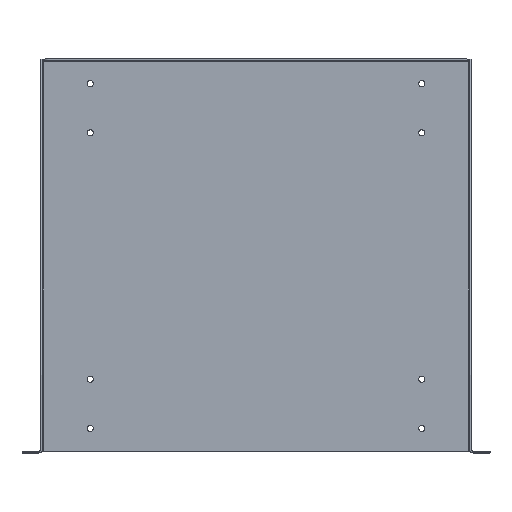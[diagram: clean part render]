
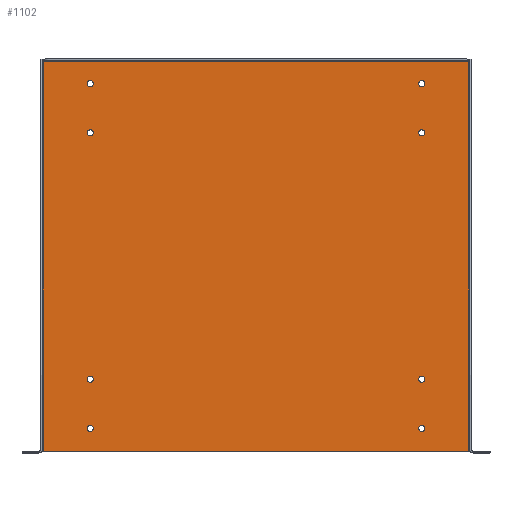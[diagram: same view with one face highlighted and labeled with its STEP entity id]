
A CAD part, top view. The second image highlights one B-rep face of the part: STEP entity #1102.
In plain terms, the highlighted planar face has unit normal (0, 0, 1).
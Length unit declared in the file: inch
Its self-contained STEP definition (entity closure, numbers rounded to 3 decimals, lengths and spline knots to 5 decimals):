
#14 = EDGE_CURVE ( 'NONE', #3106, #3106, #588, .T. ) ;
#48 = FACE_BOUND ( 'NONE', #2730, .T. ) ;
#53 = DIRECTION ( 'NONE',  ( 1., 0., 0. ) ) ;
#55 = CARTESIAN_POINT ( 'NONE',  ( -6.734, -7.036, 0.072 ) ) ;
#123 = VECTOR ( 'NONE', #303, 39.37008 ) ;
#124 = AXIS2_PLACEMENT_3D ( 'NONE', #2741, #1845, #1349 ) ;
#130 = EDGE_LOOP ( 'NONE', ( #1831 ) ) ;
#184 = DIRECTION ( 'NONE',  ( 0., 0., 1. ) ) ;
#193 = EDGE_LOOP ( 'NONE', ( #2400 ) ) ;
#214 = CIRCLE ( 'NONE', #1446, 0.125 ) ;
#229 = EDGE_CURVE ( 'NONE', #2260, #867, #2921, .T. ) ;
#236 = EDGE_LOOP ( 'NONE', ( #737 ) ) ;
#241 = CARTESIAN_POINT ( 'NONE',  ( 6.859, 4.964, 0.072 ) ) ;
#282 = CARTESIAN_POINT ( 'NONE',  ( 6.734, -5.036, 0.072 ) ) ;
#303 = DIRECTION ( 'NONE',  ( 1., 0., 0. ) ) ;
#401 = EDGE_CURVE ( 'NONE', #1401, #1401, #2223, .T. ) ;
#407 = EDGE_LOOP ( 'NONE', ( #499, #1717, #2039, #2343, #1748, #606 ) ) ;
#410 = EDGE_LOOP ( 'NONE', ( #2215 ) ) ;
#460 = VERTEX_POINT ( 'NONE', #2662 ) ;
#477 = AXIS2_PLACEMENT_3D ( 'NONE', #55, #1540, #580 ) ;
#487 = CARTESIAN_POINT ( 'NONE',  ( -6.609, 4.964, 0.072 ) ) ;
#499 = ORIENTED_EDGE ( 'NONE', *, *, #229, .T. ) ;
#538 = PLANE ( 'NONE',  #3139 ) ;
#558 = FACE_BOUND ( 'NONE', #236, .T. ) ;
#572 = VERTEX_POINT ( 'NONE', #2166 ) ;
#580 = DIRECTION ( 'NONE',  ( 1., 0., 0. ) ) ;
#588 = CIRCLE ( 'NONE', #944, 0.125 ) ;
#606 = ORIENTED_EDGE ( 'NONE', *, *, #1687, .F. ) ;
#634 = EDGE_CURVE ( 'NONE', #572, #867, #2482, .T. ) ;
#644 = AXIS2_PLACEMENT_3D ( 'NONE', #1385, #1135, #1100 ) ;
#682 = CARTESIAN_POINT ( 'NONE',  ( -6.734, -5.036, 0.072 ) ) ;
#698 = VECTOR ( 'NONE', #1275, 39.37008 ) ;
#709 = EDGE_CURVE ( 'NONE', #2675, #2675, #2887, .T. ) ;
#719 = CARTESIAN_POINT ( 'NONE',  ( -6.609, -7.036, 0.072 ) ) ;
#722 = ORIENTED_EDGE ( 'NONE', *, *, #2151, .F. ) ;
#731 = CARTESIAN_POINT ( 'NONE',  ( -8.64192, 7.856, 0.072 ) ) ;
#736 = CARTESIAN_POINT ( 'NONE',  ( 6.859, -5.036, 0.072 ) ) ;
#737 = ORIENTED_EDGE ( 'NONE', *, *, #2442, .F. ) ;
#812 = DIRECTION ( 'NONE',  ( 1., 0., 0. ) ) ;
#817 = DIRECTION ( 'NONE',  ( 0., 0., -1. ) ) ;
#862 = ORIENTED_EDGE ( 'NONE', *, *, #1926, .F. ) ;
#867 = VERTEX_POINT ( 'NONE', #1592 ) ;
#895 = EDGE_LOOP ( 'NONE', ( #1930 ) ) ;
#919 = CARTESIAN_POINT ( 'NONE',  ( 6.859, 6.964, 0.072 ) ) ;
#930 = DIRECTION ( 'NONE',  ( 0., 1., 0. ) ) ;
#944 = AXIS2_PLACEMENT_3D ( 'NONE', #2547, #1636, #2608 ) ;
#963 = CARTESIAN_POINT ( 'NONE',  ( -6.609, -5.036, 0.072 ) ) ;
#970 = VERTEX_POINT ( 'NONE', #972 ) ;
#972 = CARTESIAN_POINT ( 'NONE',  ( 8.642, -7.964, 0.072 ) ) ;
#1023 = CARTESIAN_POINT ( 'NONE',  ( -8.64192, 7.856, 0.072 ) ) ;
#1033 = FACE_OUTER_BOUND ( 'NONE', #407, .T. ) ;
#1040 = DIRECTION ( 'NONE',  ( -1., 0., 0. ) ) ;
#1070 = FACE_BOUND ( 'NONE', #130, .T. ) ;
#1071 = VECTOR ( 'NONE', #1040, 39.37008 ) ;
#1088 = FACE_BOUND ( 'NONE', #1970, .T. ) ;
#1100 = DIRECTION ( 'NONE',  ( 1., 0., 0. ) ) ;
#1102 = ADVANCED_FACE ( 'NONE', ( #1033, #1108, #2981, #558, #2744, #2086, #1088, #48, #1070 ), #538, .F. ) ;
#1105 = AXIS2_PLACEMENT_3D ( 'NONE', #2737, #2535, #812 ) ;
#1108 = FACE_BOUND ( 'NONE', #895, .T. ) ;
#1135 = DIRECTION ( 'NONE',  ( 0., 0., 1. ) ) ;
#1182 = VERTEX_POINT ( 'NONE', #1714 ) ;
#1215 = VERTEX_POINT ( 'NONE', #719 ) ;
#1241 = VERTEX_POINT ( 'NONE', #2862 ) ;
#1259 = CARTESIAN_POINT ( 'NONE',  ( -8.75, -7.964, 0.072 ) ) ;
#1265 = CARTESIAN_POINT ( 'NONE',  ( -8.75, 7.856, 0.072 ) ) ;
#1275 = DIRECTION ( 'NONE',  ( -1., 0., 0. ) ) ;
#1292 = VECTOR ( 'NONE', #1760, 39.37008 ) ;
#1312 = DIRECTION ( 'NONE',  ( 0., 0., 1. ) ) ;
#1349 = DIRECTION ( 'NONE',  ( 1., 0., 0. ) ) ;
#1385 = CARTESIAN_POINT ( 'NONE',  ( -6.734, 4.964, 0.072 ) ) ;
#1401 = VERTEX_POINT ( 'NONE', #487 ) ;
#1446 = AXIS2_PLACEMENT_3D ( 'NONE', #2350, #3140, #2615 ) ;
#1450 = CIRCLE ( 'NONE', #477, 0.125 ) ;
#1503 = CIRCLE ( 'NONE', #124, 0.125 ) ;
#1540 = DIRECTION ( 'NONE',  ( 0., 0., 1. ) ) ;
#1592 = CARTESIAN_POINT ( 'NONE',  ( 8.64192, 7.856, 0.072 ) ) ;
#1636 = DIRECTION ( 'NONE',  ( 0., 0., 1. ) ) ;
#1684 = EDGE_CURVE ( 'NONE', #970, #1844, #2473, .T. ) ;
#1687 = EDGE_CURVE ( 'NONE', #2260, #970, #3073, .T. ) ;
#1714 = CARTESIAN_POINT ( 'NONE',  ( -6.609, 6.964, 0.072 ) ) ;
#1717 = ORIENTED_EDGE ( 'NONE', *, *, #634, .F. ) ;
#1748 = ORIENTED_EDGE ( 'NONE', *, *, #1684, .F. ) ;
#1760 = DIRECTION ( 'NONE',  ( 0., -1., 0. ) ) ;
#1831 = ORIENTED_EDGE ( 'NONE', *, *, #14, .F. ) ;
#1837 = VECTOR ( 'NONE', #930, 39.37008 ) ;
#1838 = EDGE_CURVE ( 'NONE', #2208, #2208, #2220, .T. ) ;
#1844 = VERTEX_POINT ( 'NONE', #3084 ) ;
#1845 = DIRECTION ( 'NONE',  ( 0., 0., 1. ) ) ;
#1850 = CARTESIAN_POINT ( 'NONE',  ( -8.642, 7.964, 0.072 ) ) ;
#1926 = EDGE_CURVE ( 'NONE', #1182, #1182, #214, .T. ) ;
#1930 = ORIENTED_EDGE ( 'NONE', *, *, #1838, .F. ) ;
#1970 = EDGE_LOOP ( 'NONE', ( #862 ) ) ;
#2013 = VECTOR ( 'NONE', #2424, 39.37008 ) ;
#2039 = ORIENTED_EDGE ( 'NONE', *, *, #2454, .T. ) ;
#2042 = CIRCLE ( 'NONE', #2440, 0.125 ) ;
#2086 = FACE_BOUND ( 'NONE', #3165, .T. ) ;
#2151 = EDGE_CURVE ( 'NONE', #460, #460, #1503, .T. ) ;
#2166 = CARTESIAN_POINT ( 'NONE',  ( -8.64192, 7.856, 0.072 ) ) ;
#2208 = VERTEX_POINT ( 'NONE', #963 ) ;
#2215 = ORIENTED_EDGE ( 'NONE', *, *, #401, .F. ) ;
#2220 = CIRCLE ( 'NONE', #2626, 0.125 ) ;
#2223 = CIRCLE ( 'NONE', #644, 0.125 ) ;
#2260 = VERTEX_POINT ( 'NONE', #2480 ) ;
#2293 = LINE ( 'NONE', #1023, #1071 ) ;
#2305 = DIRECTION ( 'NONE',  ( -1., 0., 0. ) ) ;
#2314 = EDGE_CURVE ( 'NONE', #1215, #1215, #1450, .T. ) ;
#2343 = ORIENTED_EDGE ( 'NONE', *, *, #3077, .F. ) ;
#2350 = CARTESIAN_POINT ( 'NONE',  ( -6.734, 6.964, 0.072 ) ) ;
#2400 = ORIENTED_EDGE ( 'NONE', *, *, #709, .F. ) ;
#2424 = DIRECTION ( 'NONE',  ( -1., 0., 0. ) ) ;
#2440 = AXIS2_PLACEMENT_3D ( 'NONE', #282, #1312, #53 ) ;
#2442 = EDGE_CURVE ( 'NONE', #2881, #2881, #2042, .T. ) ;
#2454 = EDGE_CURVE ( 'NONE', #572, #1241, #2293, .T. ) ;
#2473 = LINE ( 'NONE', #1259, #698 ) ;
#2480 = CARTESIAN_POINT ( 'NONE',  ( 8.642, 7.856, 0.072 ) ) ;
#2482 = LINE ( 'NONE', #1265, #123 ) ;
#2535 = DIRECTION ( 'NONE',  ( 0., 0., 1. ) ) ;
#2547 = CARTESIAN_POINT ( 'NONE',  ( 6.734, 6.964, 0.072 ) ) ;
#2608 = DIRECTION ( 'NONE',  ( 1., 0., 0. ) ) ;
#2615 = DIRECTION ( 'NONE',  ( 1., 0., 0. ) ) ;
#2626 = AXIS2_PLACEMENT_3D ( 'NONE', #682, #184, #2861 ) ;
#2662 = CARTESIAN_POINT ( 'NONE',  ( 6.859, -7.036, 0.072 ) ) ;
#2675 = VERTEX_POINT ( 'NONE', #241 ) ;
#2730 = EDGE_LOOP ( 'NONE', ( #722 ) ) ;
#2737 = CARTESIAN_POINT ( 'NONE',  ( 6.734, 4.964, 0.072 ) ) ;
#2741 = CARTESIAN_POINT ( 'NONE',  ( 6.734, -7.036, 0.072 ) ) ;
#2744 = FACE_BOUND ( 'NONE', #410, .T. ) ;
#2861 = DIRECTION ( 'NONE',  ( 1., 0., 0. ) ) ;
#2862 = CARTESIAN_POINT ( 'NONE',  ( -8.642, 7.856, 0.072 ) ) ;
#2881 = VERTEX_POINT ( 'NONE', #736 ) ;
#2887 = CIRCLE ( 'NONE', #1105, 0.125 ) ;
#2921 = LINE ( 'NONE', #731, #2013 ) ;
#2981 = FACE_BOUND ( 'NONE', #193, .T. ) ;
#2986 = CARTESIAN_POINT ( 'NONE',  ( 8.642, 7.964, 0.072 ) ) ;
#3022 = CARTESIAN_POINT ( 'NONE',  ( -8.75, 7.964, 0.072 ) ) ;
#3062 = LINE ( 'NONE', #1850, #1837 ) ;
#3068 = ORIENTED_EDGE ( 'NONE', *, *, #2314, .F. ) ;
#3073 = LINE ( 'NONE', #2986, #1292 ) ;
#3077 = EDGE_CURVE ( 'NONE', #1844, #1241, #3062, .T. ) ;
#3084 = CARTESIAN_POINT ( 'NONE',  ( -8.642, -7.964, 0.072 ) ) ;
#3106 = VERTEX_POINT ( 'NONE', #919 ) ;
#3139 = AXIS2_PLACEMENT_3D ( 'NONE', #3022, #817, #2305 ) ;
#3140 = DIRECTION ( 'NONE',  ( 0., 0., 1. ) ) ;
#3165 = EDGE_LOOP ( 'NONE', ( #3068 ) ) ;
